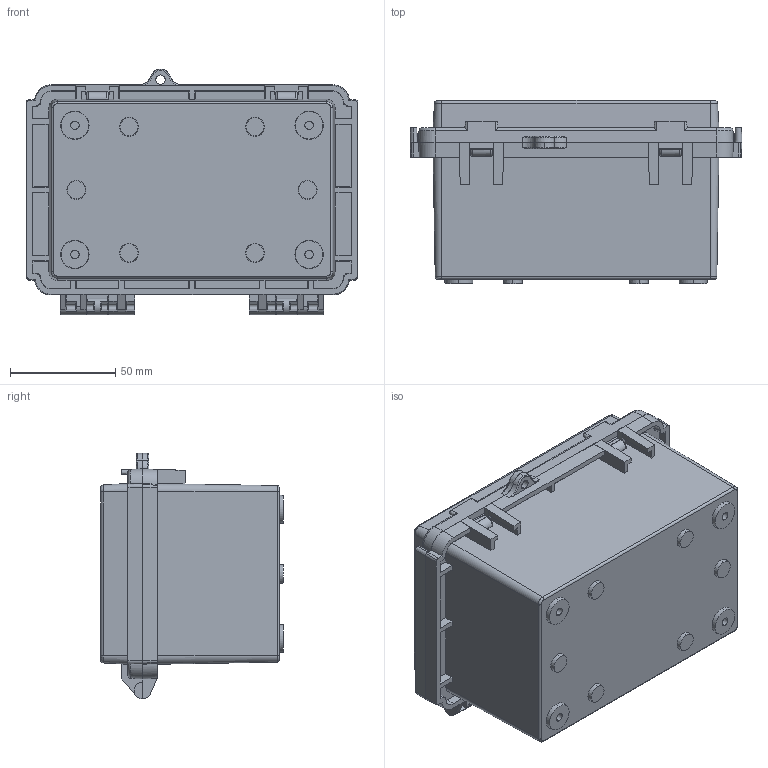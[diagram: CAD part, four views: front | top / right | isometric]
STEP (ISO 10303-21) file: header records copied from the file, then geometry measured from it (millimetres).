
FILE_DESCRIPTION (( 'STEP AP203' ), '1' );
FILE_NAME ('EC-1015-8.STEP', '2021-10-18T12:00:29', ( '' ), ( '' ), 'SwSTEP 2.0', 'SolidWorks 2021', '' );
FILE_SCHEMA (( 'CONFIG_CONTROL_DESIGN' ));
Length unit declared in the file: millimetre
Products named in the file (3): EC-1015-P-2; EC-1015-P-1; EC-1015-8
Assembly tree (2 placements, depth 2):
  EC-1015-8
    EC-1015-P-2
    EC-1015-P-1
Bounding box: 158 x 87 x 117 mm (x, y, z)
Volume: 215082 mm3; surface area: 147917 mm2
Topology: 2 solids, 2 shells, 564 faces, 1501 edges, 961 vertices
Faces by surface type: plane 338, cylinder 78, cone 73, bspline 64, torus 11
Entity records: 21704 total; most frequent: CARTESIAN_POINT 7971, ORIENTED_EDGE 3002, DIRECTION 2513, EDGE_CURVE 1501, LINE 999, VECTOR 999, VERTEX_POINT 961, AXIS2_PLACEMENT_3D 757
